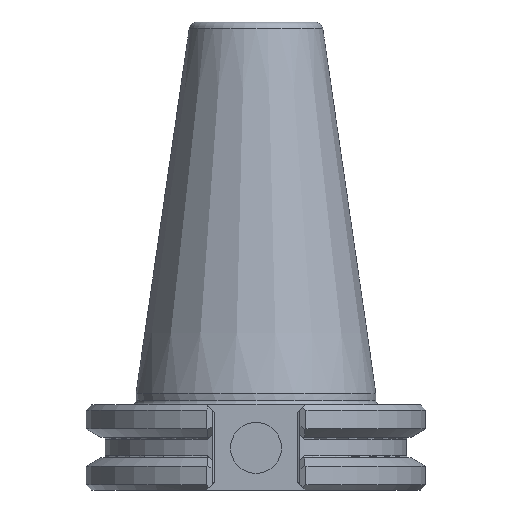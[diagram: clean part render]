
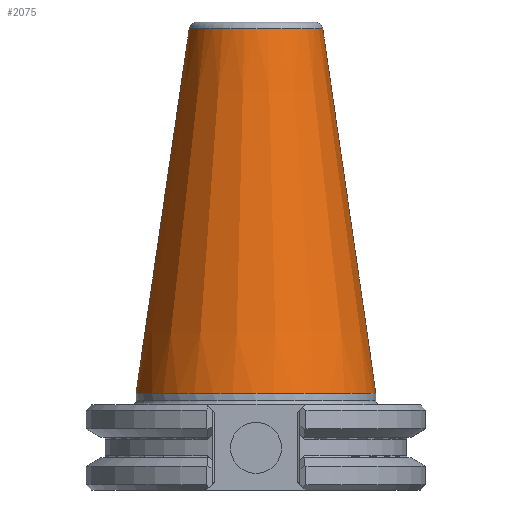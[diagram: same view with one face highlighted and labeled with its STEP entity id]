
A CAD part, front view. The second image highlights one B-rep face of the part: STEP entity #2075.
In plain terms, the highlighted conical face has half-angle 8.297 degrees and reference radius 22.225 mm.
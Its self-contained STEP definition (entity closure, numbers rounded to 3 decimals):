
#155=CONICAL_SURFACE('',#2176,22.225,0.145);
#319=ORIENTED_EDGE('',*,*,#751,.T.);
#320=ORIENTED_EDGE('',*,*,#752,.F.);
#751=EDGE_CURVE('',#967,#967,#1114,.F.);
#752=EDGE_CURVE('',#968,#968,#1115,.T.);
#967=VERTEX_POINT('',#2698);
#968=VERTEX_POINT('',#2700);
#1114=CIRCLE('',#2177,22.375);
#1115=CIRCLE('',#2178,12.459);
#1170=EDGE_LOOP('',(#319));
#1171=EDGE_LOOP('',(#320));
#1287=FACE_BOUND('',#1170,.T.);
#1288=FACE_BOUND('',#1171,.T.);
#2075=ADVANCED_FACE('',(#1287,#1288),#155,.T.);
#2176=AXIS2_PLACEMENT_3D('',#2696,#2334,#2335);
#2177=AXIS2_PLACEMENT_3D('',#2697,#2336,#2337);
#2178=AXIS2_PLACEMENT_3D('',#2699,#2338,#2339);
#2334=DIRECTION('',(0.,0.,-1.));
#2335=DIRECTION('',(-1.,0.,0.));
#2336=DIRECTION('',(0.,0.,-1.));
#2337=DIRECTION('',(-1.,0.,0.));
#2338=DIRECTION('',(0.,0.,1.));
#2339=DIRECTION('',(1.,0.,0.));
#2696=CARTESIAN_POINT('',(0.,0.,0.));
#2697=CARTESIAN_POINT('',(0.,0.,-1.029));
#2698=CARTESIAN_POINT('',(-22.375,0.,-1.029));
#2699=CARTESIAN_POINT('',(0.,0.,66.966));
#2700=CARTESIAN_POINT('',(12.459,0.,66.966));
